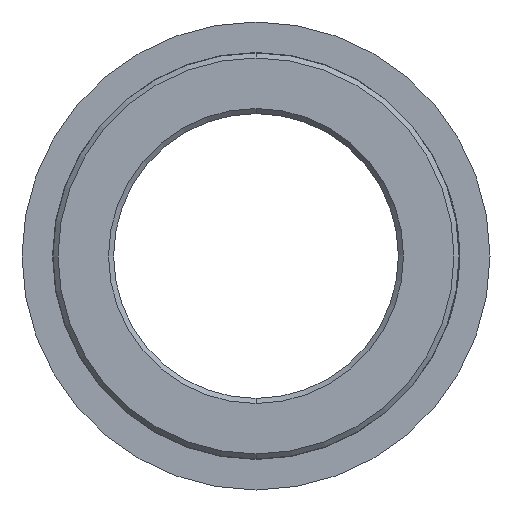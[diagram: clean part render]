
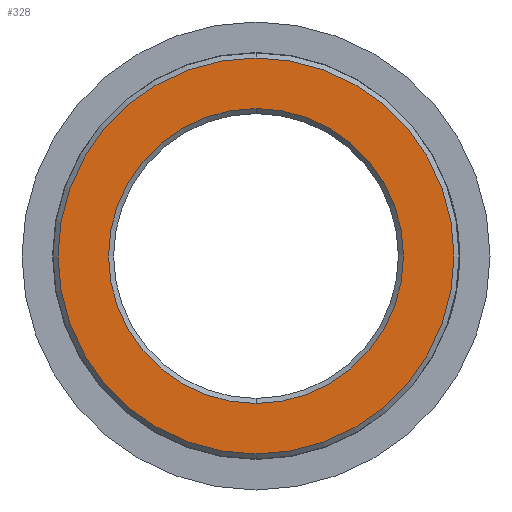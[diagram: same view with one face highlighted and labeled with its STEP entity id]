
A CAD part, front view. The second image highlights one B-rep face of the part: STEP entity #328.
In plain terms, the highlighted planar face has unit normal (0, -1, 0).
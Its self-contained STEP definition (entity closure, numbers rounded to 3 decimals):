
#37 = DIRECTION ( 'NONE',  ( 0., 0., -1. ) ) ;
#73 = DIRECTION ( 'NONE',  ( 0., -1., 0. ) ) ;
#123 = CIRCLE ( 'NONE', #2371, 14.5 ) ;
#161 = ORIENTED_EDGE ( 'NONE', *, *, #708, .T. ) ;
#177 = PLANE ( 'NONE',  #2443 ) ;
#204 = EDGE_CURVE ( 'NONE', #2438, #1486, #1598, .T. ) ;
#256 = CIRCLE ( 'NONE', #408, 14.5 ) ;
#266 = EDGE_LOOP ( 'NONE', ( #1518, #2081 ) ) ;
#328 = ADVANCED_FACE ( 'NONE', ( #2076, #2592 ), #177, .T. ) ;
#381 = CARTESIAN_POINT ( 'NONE',  ( 0., -39.313, 0. ) ) ;
#408 = AXIS2_PLACEMENT_3D ( 'NONE', #2478, #2505, #1867 ) ;
#456 = EDGE_CURVE ( 'NONE', #1507, #802, #256, .T. ) ;
#484 = CARTESIAN_POINT ( 'NONE',  ( 0., -39.313, 14.5 ) ) ;
#545 = DIRECTION ( 'NONE',  ( 0., 0., -1. ) ) ;
#708 = EDGE_CURVE ( 'NONE', #1486, #2438, #1498, .T. ) ;
#802 = VERTEX_POINT ( 'NONE', #1292 ) ;
#832 = DIRECTION ( 'NONE',  ( 0., -1., 0. ) ) ;
#1022 = AXIS2_PLACEMENT_3D ( 'NONE', #1807, #2201, #545 ) ;
#1053 = EDGE_LOOP ( 'NONE', ( #2700, #161 ) ) ;
#1241 = AXIS2_PLACEMENT_3D ( 'NONE', #1531, #73, #37 ) ;
#1292 = CARTESIAN_POINT ( 'NONE',  ( 0., -39.313, -14.5 ) ) ;
#1428 = DIRECTION ( 'NONE',  ( 0., 0., -1. ) ) ;
#1486 = VERTEX_POINT ( 'NONE', #1952 ) ;
#1498 = CIRCLE ( 'NONE', #1241, 19.46 ) ;
#1507 = VERTEX_POINT ( 'NONE', #484 ) ;
#1518 = ORIENTED_EDGE ( 'NONE', *, *, #2104, .F. ) ;
#1531 = CARTESIAN_POINT ( 'NONE',  ( 0., -39.313, 0. ) ) ;
#1598 = CIRCLE ( 'NONE', #1022, 19.46 ) ;
#1678 = DIRECTION ( 'NONE',  ( 0., 0., -1. ) ) ;
#1807 = CARTESIAN_POINT ( 'NONE',  ( 0., -39.313, 0. ) ) ;
#1867 = DIRECTION ( 'NONE',  ( 0., 0., -1. ) ) ;
#1952 = CARTESIAN_POINT ( 'NONE',  ( 0., -39.313, -19.46 ) ) ;
#2019 = CARTESIAN_POINT ( 'NONE',  ( 0., -39.313, 19.46 ) ) ;
#2070 = DIRECTION ( 'NONE',  ( 0., -1., 0. ) ) ;
#2076 = FACE_OUTER_BOUND ( 'NONE', #1053, .T. ) ;
#2081 = ORIENTED_EDGE ( 'NONE', *, *, #456, .F. ) ;
#2104 = EDGE_CURVE ( 'NONE', #802, #1507, #123, .T. ) ;
#2201 = DIRECTION ( 'NONE',  ( 0., -1., 0. ) ) ;
#2282 = CARTESIAN_POINT ( 'NONE',  ( 19.46, -39.313, 0. ) ) ;
#2371 = AXIS2_PLACEMENT_3D ( 'NONE', #381, #2070, #1428 ) ;
#2438 = VERTEX_POINT ( 'NONE', #2019 ) ;
#2443 = AXIS2_PLACEMENT_3D ( 'NONE', #2282, #832, #1678 ) ;
#2478 = CARTESIAN_POINT ( 'NONE',  ( 0., -39.313, 0. ) ) ;
#2505 = DIRECTION ( 'NONE',  ( 0., -1., 0. ) ) ;
#2592 = FACE_BOUND ( 'NONE', #266, .T. ) ;
#2700 = ORIENTED_EDGE ( 'NONE', *, *, #204, .T. ) ;
